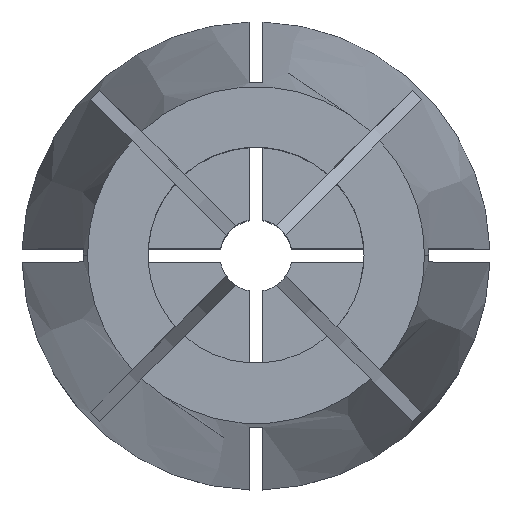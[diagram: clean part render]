
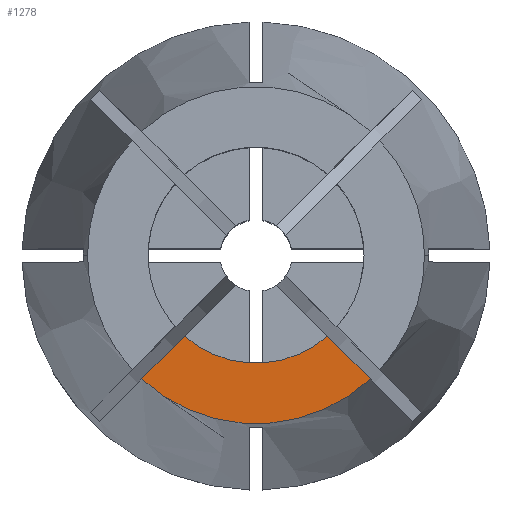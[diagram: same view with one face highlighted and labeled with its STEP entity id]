
A CAD part, top view. The second image highlights one B-rep face of the part: STEP entity #1278.
In plain terms, the highlighted planar face has unit normal (0, 0, 1).
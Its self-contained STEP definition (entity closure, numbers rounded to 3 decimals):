
#4 = DIRECTION ( 'NONE',  ( 0.707, 0.707, 0. ) ) ;
#100 = FACE_OUTER_BOUND ( 'NONE', #1114, .T. ) ;
#139 = VECTOR ( 'NONE', #2006, 1000. ) ;
#182 = LINE ( 'NONE', #1518, #1709 ) ;
#252 = ORIENTED_EDGE ( 'NONE', *, *, #540, .T. ) ;
#274 = CIRCLE ( 'NONE', #2359, 6. ) ;
#365 = EDGE_CURVE ( 'NONE', #1619, #442, #498, .T. ) ;
#410 = DIRECTION ( 'NONE',  ( -1., 0., 0. ) ) ;
#442 = VERTEX_POINT ( 'NONE', #2179 ) ;
#498 = LINE ( 'NONE', #692, #139 ) ;
#540 = EDGE_CURVE ( 'NONE', #1782, #1619, #1236, .T. ) ;
#616 = CARTESIAN_POINT ( 'NONE',  ( 0., 0., 0. ) ) ;
#654 = DIRECTION ( 'NONE',  ( 1., 0., 0. ) ) ;
#692 = CARTESIAN_POINT ( 'NONE',  ( -0.265, -0.265, 0. ) ) ;
#742 = EDGE_CURVE ( 'NONE', #2090, #442, #274, .T. ) ;
#926 = ORIENTED_EDGE ( 'NONE', *, *, #742, .F. ) ;
#939 = CARTESIAN_POINT ( 'NONE',  ( 6.348, -6.879, 0. ) ) ;
#1114 = EDGE_LOOP ( 'NONE', ( #2302, #252, #1894, #926 ) ) ;
#1236 = CIRCLE ( 'NONE', #2397, 9.36 ) ;
#1278 = ADVANCED_FACE ( 'NONE', ( #100 ), #1612, .F. ) ;
#1420 = CARTESIAN_POINT ( 'NONE',  ( 0., 0., 0. ) ) ;
#1430 = DIRECTION ( 'NONE',  ( 0., 0., 1. ) ) ;
#1440 = DIRECTION ( 'NONE',  ( 1., 0., 0. ) ) ;
#1518 = CARTESIAN_POINT ( 'NONE',  ( 0.265, -0.265, 0. ) ) ;
#1526 = DIRECTION ( 'NONE',  ( 0., 0., 1. ) ) ;
#1599 = CARTESIAN_POINT ( 'NONE',  ( -3.969, -4.5, 0. ) ) ;
#1612 = PLANE ( 'NONE',  #2015 ) ;
#1619 = VERTEX_POINT ( 'NONE', #939 ) ;
#1694 = DIRECTION ( 'NONE',  ( 0., 0., -1. ) ) ;
#1709 = VECTOR ( 'NONE', #4, 1000. ) ;
#1782 = VERTEX_POINT ( 'NONE', #2295 ) ;
#1858 = CARTESIAN_POINT ( 'NONE',  ( 0., 0., 0. ) ) ;
#1873 = EDGE_CURVE ( 'NONE', #1782, #2090, #182, .T. ) ;
#1894 = ORIENTED_EDGE ( 'NONE', *, *, #365, .T. ) ;
#2006 = DIRECTION ( 'NONE',  ( -0.707, 0.707, 0. ) ) ;
#2015 = AXIS2_PLACEMENT_3D ( 'NONE', #1420, #1694, #410 ) ;
#2090 = VERTEX_POINT ( 'NONE', #1599 ) ;
#2179 = CARTESIAN_POINT ( 'NONE',  ( 3.969, -4.5, 0. ) ) ;
#2295 = CARTESIAN_POINT ( 'NONE',  ( -6.348, -6.879, 0. ) ) ;
#2302 = ORIENTED_EDGE ( 'NONE', *, *, #1873, .F. ) ;
#2359 = AXIS2_PLACEMENT_3D ( 'NONE', #616, #1526, #1440 ) ;
#2397 = AXIS2_PLACEMENT_3D ( 'NONE', #1858, #1430, #654 ) ;
